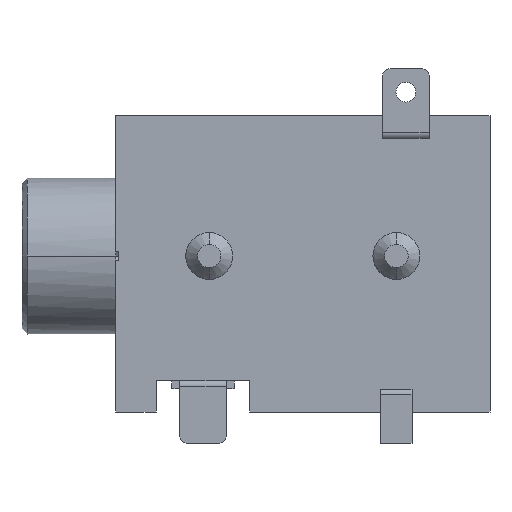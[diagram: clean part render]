
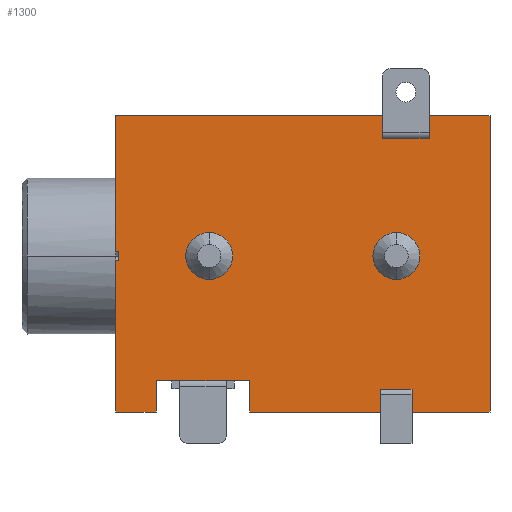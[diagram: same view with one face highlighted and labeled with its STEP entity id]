
A CAD part, front view. The second image highlights one B-rep face of the part: STEP entity #1300.
In plain terms, the highlighted planar face has unit normal (0, -1, 0).
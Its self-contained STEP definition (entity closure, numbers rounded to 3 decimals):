
#5=DIRECTION('',(0.,0.,-1.));
#6=VECTOR('',#5,0.723);
#7=CARTESIAN_POINT('',(8.5,0.,-4.277));
#8=LINE('',#7,#6);
#46=DIRECTION('',(-1.,0.,0.));
#47=VECTOR('',#46,1.);
#48=CARTESIAN_POINT('',(9.5,0.,-4.277));
#49=LINE('',#48,#47);
#50=DIRECTION('',(1.,0.,0.));
#51=VECTOR('',#50,4.2);
#52=CARTESIAN_POINT('',(4.3,0.,-5.));
#53=LINE('',#52,#51);
#54=DIRECTION('',(0.,0.,-1.));
#55=VECTOR('',#54,1.);
#56=CARTESIAN_POINT('',(4.3,0.,-4.));
#57=LINE('',#56,#55);
#58=DIRECTION('',(1.,0.,0.));
#59=VECTOR('',#58,0.75);
#60=CARTESIAN_POINT('',(3.55,0.,-4.));
#61=LINE('',#60,#59);
#62=DIRECTION('',(-1.,0.,0.));
#63=VECTOR('',#62,1.5);
#64=CARTESIAN_POINT('',(3.55,0.,-4.));
#65=LINE('',#64,#63);
#66=DIRECTION('',(1.,0.,0.));
#67=VECTOR('',#66,0.75);
#68=CARTESIAN_POINT('',(1.3,0.,-4.));
#69=LINE('',#68,#67);
#70=DIRECTION('',(0.,0.,1.));
#71=VECTOR('',#70,1.);
#72=CARTESIAN_POINT('',(1.3,0.,-5.));
#73=LINE('',#72,#71);
#74=DIRECTION('',(1.,0.,0.));
#75=VECTOR('',#74,1.3);
#76=CARTESIAN_POINT('',(0.,0.,-5.));
#77=LINE('',#76,#75);
#78=DIRECTION('',(0.,0.,-1.));
#79=VECTOR('',#78,4.85);
#80=CARTESIAN_POINT('',(0.,0.,-0.15));
#81=LINE('',#80,#79);
#82=DIRECTION('',(-1.,0.,0.));
#83=VECTOR('',#82,0.1);
#84=CARTESIAN_POINT('',(0.1,0.,
-0.15));
#85=LINE('',#84,#83);
#86=DIRECTION('',(0.,0.,-1.));
#87=VECTOR('',#86,0.3);
#88=CARTESIAN_POINT('',(0.1,0.,
0.15));
#89=LINE('',#88,#87);
#90=DIRECTION('',(1.,0.,0.));
#91=VECTOR('',#90,0.1);
#92=CARTESIAN_POINT('',(0.,0.,0.15));
#93=LINE('',#92,#91);
#94=DIRECTION('',(0.,0.,-1.));
#95=VECTOR('',#94,4.35);
#96=CARTESIAN_POINT('',(0.,0.,4.5));
#97=LINE('',#96,#95);
#98=DIRECTION('',(-1.,0.,0.));
#99=VECTOR('',#98,8.55);
#100=CARTESIAN_POINT('',(8.55,0.,4.5));
#101=LINE('',#100,#99);
#102=DIRECTION('',(0.,0.,1.));
#103=VECTOR('',#102,0.723);
#104=CARTESIAN_POINT('',(8.55,0.,3.777));
#105=LINE('',#104,#103);
#106=DIRECTION('',(1.,0.,0.));
#107=VECTOR('',#106,1.5);
#108=CARTESIAN_POINT('',(8.55,0.,3.777));
#109=LINE('',#108,#107);
#110=DIRECTION('',(0.,0.,-1.));
#111=VECTOR('',#110,0.723);
#112=CARTESIAN_POINT('',(10.05,0.,4.5));
#113=LINE('',#112,#111);
#114=DIRECTION('',(-1.,0.,0.));
#115=VECTOR('',#114,1.95);
#116=CARTESIAN_POINT('',(12.,0.,4.5));
#117=LINE('',#116,#115);
#118=DIRECTION('',(0.,0.,1.));
#119=VECTOR('',#118,9.5);
#120=CARTESIAN_POINT('',(12.,0.,-5.));
#121=LINE('',#120,#119);
#122=DIRECTION('',(1.,0.,0.));
#123=VECTOR('',#122,2.5);
#124=CARTESIAN_POINT('',(9.5,0.,-5.));
#125=LINE('',#124,#123);
#126=DIRECTION('',(0.,0.,-1.));
#127=VECTOR('',#126,0.723);
#128=CARTESIAN_POINT('',(9.5,0.,-4.277));
#129=LINE('',#128,#127);
#130=CARTESIAN_POINT('',(3.,0.,0.));
#131=DIRECTION('',(0.,1.,0.));
#132=DIRECTION('',(0.,0.,-1.));
#133=AXIS2_PLACEMENT_3D('',#130,#131,#132);
#135=CARTESIAN_POINT('',(3.,0.,0.));
#136=DIRECTION('',(0.,1.,0.));
#137=DIRECTION('',(0.,0.,1.));
#138=AXIS2_PLACEMENT_3D('',#135,#136,#137);
#140=CARTESIAN_POINT('',(9.,0.,0.));
#141=DIRECTION('',(0.,1.,0.));
#142=DIRECTION('',(0.,0.,-1.));
#143=AXIS2_PLACEMENT_3D('',#140,#141,#142);
#145=CARTESIAN_POINT('',(9.,0.,0.));
#146=DIRECTION('',(0.,1.,0.));
#147=DIRECTION('',(0.,0.,1.));
#148=AXIS2_PLACEMENT_3D('',#145,#146,#147);
#925=CARTESIAN_POINT('',(8.5,0.,-5.));
#927=VERTEX_POINT('',#925);
#929=CARTESIAN_POINT('',(8.5,0.,-4.277));
#930=VERTEX_POINT('',#929);
#939=CARTESIAN_POINT('',(9.5,0.,-5.));
#940=VERTEX_POINT('',#939);
#942=CARTESIAN_POINT('',(12.,0.,-5.));
#944=VERTEX_POINT('',#942);
#947=CARTESIAN_POINT('',(4.3,0.,-5.));
#948=VERTEX_POINT('',#947);
#949=CARTESIAN_POINT('',(4.3,0.,
-4.));
#950=VERTEX_POINT('',#949);
#951=CARTESIAN_POINT('',(3.55,0.,
-4.));
#952=VERTEX_POINT('',#951);
#953=CARTESIAN_POINT('',(1.3,0.,
-4.));
#954=CARTESIAN_POINT('',(2.05,0.,
-4.));
#955=VERTEX_POINT('',#953);
#956=VERTEX_POINT('',#954);
#957=CARTESIAN_POINT('',(1.3,0.,-5.));
#958=VERTEX_POINT('',#957);
#959=CARTESIAN_POINT('',(0.,0.,-5.));
#960=VERTEX_POINT('',#959);
#961=CARTESIAN_POINT('',(0.,0.,-0.15));
#962=VERTEX_POINT('',#961);
#963=CARTESIAN_POINT('',(0.1,0.,
-0.15));
#964=VERTEX_POINT('',#963);
#965=CARTESIAN_POINT('',(0.1,0.,
0.15));
#966=VERTEX_POINT('',#965);
#967=CARTESIAN_POINT('',(0.,0.,0.15));
#968=VERTEX_POINT('',#967);
#969=CARTESIAN_POINT('',(0.,0.,4.5));
#970=VERTEX_POINT('',#969);
#971=CARTESIAN_POINT('',(8.55,0.,4.5));
#972=VERTEX_POINT('',#971);
#973=CARTESIAN_POINT('',(8.55,0.,3.777));
#974=VERTEX_POINT('',#973);
#975=CARTESIAN_POINT('',(10.05,0.,4.5));
#976=CARTESIAN_POINT('',(10.05,0.,3.777));
#977=VERTEX_POINT('',#975);
#978=VERTEX_POINT('',#976);
#979=CARTESIAN_POINT('',(12.,0.,4.5));
#980=VERTEX_POINT('',#979);
#981=CARTESIAN_POINT('',(9.5,0.,-4.277));
#982=VERTEX_POINT('',#981);
#983=CARTESIAN_POINT('',(3.,0.,-0.75));
#984=CARTESIAN_POINT('',(3.,0.,0.75));
#985=VERTEX_POINT('',#983);
#986=VERTEX_POINT('',#984);
#987=CARTESIAN_POINT('',(9.,0.,-0.75));
#988=CARTESIAN_POINT('',(9.,0.,0.75));
#989=VERTEX_POINT('',#987);
#990=VERTEX_POINT('',#988);
#1240=CARTESIAN_POINT('',(6.,0.,-0.25));
#1241=DIRECTION('',(0.,1.,0.));
#1242=DIRECTION('',(0.,0.,1.));
#1243=AXIS2_PLACEMENT_3D('',#1240,#1241,#1242);
#1244=PLANE('',#1243);
#1246=ORIENTED_EDGE('',*,*,#1245,.T.);
#1247=ORIENTED_EDGE('',*,*,#1204,.T.);
#1248=ORIENTED_EDGE('',*,*,#1222,.F.);
#1250=ORIENTED_EDGE('',*,*,#1249,.F.);
#1252=ORIENTED_EDGE('',*,*,#1251,.F.);
#1254=ORIENTED_EDGE('',*,*,#1253,.T.);
#1256=ORIENTED_EDGE('',*,*,#1255,.F.);
#1258=ORIENTED_EDGE('',*,*,#1257,.F.);
#1260=ORIENTED_EDGE('',*,*,#1259,.F.);
#1262=ORIENTED_EDGE('',*,*,#1261,.F.);
#1264=ORIENTED_EDGE('',*,*,#1263,.F.);
#1266=ORIENTED_EDGE('',*,*,#1265,.F.);
#1268=ORIENTED_EDGE('',*,*,#1267,.F.);
#1270=ORIENTED_EDGE('',*,*,#1269,.F.);
#1272=ORIENTED_EDGE('',*,*,#1271,.F.);
#1274=ORIENTED_EDGE('',*,*,#1273,.F.);
#1276=ORIENTED_EDGE('',*,*,#1275,.T.);
#1278=ORIENTED_EDGE('',*,*,#1277,.F.);
#1280=ORIENTED_EDGE('',*,*,#1279,.F.);
#1282=ORIENTED_EDGE('',*,*,#1281,.F.);
#1283=ORIENTED_EDGE('',*,*,#1229,.F.);
#1285=ORIENTED_EDGE('',*,*,#1284,.F.);
#1286=EDGE_LOOP('',(#1246,#1247,#1248,#1250,#1252,#1254,#1256,#1258,#1260,#1262,
#1264,#1266,#1268,#1270,#1272,#1274,#1276,#1278,#1280,#1282,#1283,#1285));
#1287=FACE_OUTER_BOUND('',#1286,.F.);
#1289=ORIENTED_EDGE('',*,*,#1288,.F.);
#1291=ORIENTED_EDGE('',*,*,#1290,.F.);
#1292=EDGE_LOOP('',(#1289,#1291));
#1293=FACE_BOUND('',#1292,.F.);
#1295=ORIENTED_EDGE('',*,*,#1294,.F.);
#1297=ORIENTED_EDGE('',*,*,#1296,.F.);
#1298=EDGE_LOOP('',(#1295,#1297));
#1299=FACE_BOUND('',#1298,.F.);
#1300=ADVANCED_FACE('',(#1287,#1293,#1299),#1244,.F.);
#134=CIRCLE('',#133,0.75);
#139=CIRCLE('',#138,0.75);
#144=CIRCLE('',#143,0.75);
#149=CIRCLE('',#148,0.75);
#1204=EDGE_CURVE('',#930,#927,#8,.T.);
#1222=EDGE_CURVE('',#948,#927,#53,.T.);
#1229=EDGE_CURVE('',#940,#944,#125,.T.);
#1245=EDGE_CURVE('',#982,#930,#49,.T.);
#1249=EDGE_CURVE('',#950,#948,#57,.T.);
#1251=EDGE_CURVE('',#952,#950,#61,.T.);
#1253=EDGE_CURVE('',#952,#956,#65,.T.);
#1255=EDGE_CURVE('',#955,#956,#69,.T.);
#1257=EDGE_CURVE('',#958,#955,#73,.T.);
#1259=EDGE_CURVE('',#960,#958,#77,.T.);
#1261=EDGE_CURVE('',#962,#960,#81,.T.);
#1263=EDGE_CURVE('',#964,#962,#85,.T.);
#1265=EDGE_CURVE('',#966,#964,#89,.T.);
#1267=EDGE_CURVE('',#968,#966,#93,.T.);
#1269=EDGE_CURVE('',#970,#968,#97,.T.);
#1271=EDGE_CURVE('',#972,#970,#101,.T.);
#1273=EDGE_CURVE('',#974,#972,#105,.T.);
#1275=EDGE_CURVE('',#974,#978,#109,.T.);
#1277=EDGE_CURVE('',#977,#978,#113,.T.);
#1279=EDGE_CURVE('',#980,#977,#117,.T.);
#1281=EDGE_CURVE('',#944,#980,#121,.T.);
#1284=EDGE_CURVE('',#982,#940,#129,.T.);
#1288=EDGE_CURVE('',#985,#986,#134,.T.);
#1290=EDGE_CURVE('',#986,#985,#139,.T.);
#1294=EDGE_CURVE('',#989,#990,#144,.T.);
#1296=EDGE_CURVE('',#990,#989,#149,.T.);
